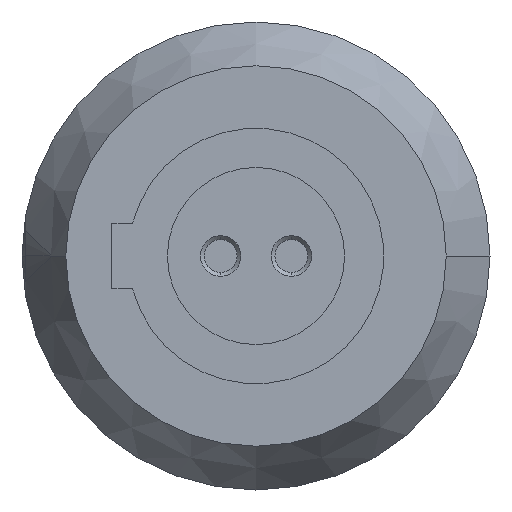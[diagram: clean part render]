
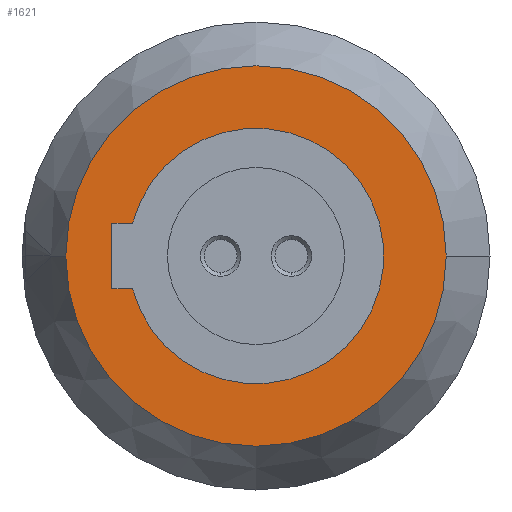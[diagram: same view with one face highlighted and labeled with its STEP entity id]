
A CAD part, left-side view. The second image highlights one B-rep face of the part: STEP entity #1621.
In plain terms, the highlighted planar face has unit normal (-1, 0, 0).
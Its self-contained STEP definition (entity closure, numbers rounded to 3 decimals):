
#352=CARTESIAN_POINT('',(-15.4,0.,0.));
#353=DIRECTION('',(-1.,0.,0.));
#354=DIRECTION('',(0.,1.,0.));
#355=AXIS2_PLACEMENT_3D('',#352,#353,#354);
#357=CARTESIAN_POINT('',(-15.4,0.,0.));
#358=DIRECTION('',(1.,0.,0.));
#359=DIRECTION('',(0.,1.,0.));
#360=AXIS2_PLACEMENT_3D('',#357,#358,#359);
#362=DIRECTION('',(0.,-1.,0.));
#363=VECTOR('',#362,0.82);
#364=CARTESIAN_POINT('',(-15.4,5.7,1.3));
#365=LINE('',#364,#363);
#366=DIRECTION('',(0.,0.,1.));
#367=VECTOR('',#366,2.6);
#368=CARTESIAN_POINT('',(-15.4,5.7,-1.3));
#369=LINE('',#368,#367);
#370=DIRECTION('',(0.,1.,0.));
#371=VECTOR('',#370,0.82);
#372=CARTESIAN_POINT('',(-15.4,4.88,-1.3));
#373=LINE('',#372,#371);
#374=CARTESIAN_POINT('',(-15.4,0.,0.));
#375=DIRECTION('',(1.,0.,0.));
#376=DIRECTION('',(0.,0.966,0.257));
#377=AXIS2_PLACEMENT_3D('',#374,#375,#376);
#884=CARTESIAN_POINT('',(-15.4,-7.518,0.));
#885=VERTEX_POINT('',#884);
#886=CARTESIAN_POINT('',(-15.4,7.518,0.));
#887=VERTEX_POINT('',#886);
#1024=CARTESIAN_POINT('',(-15.4,4.88,1.3));
#1025=CARTESIAN_POINT('',(-15.4,4.88,-1.3));
#1026=VERTEX_POINT('',#1024);
#1027=VERTEX_POINT('',#1025);
#1036=CARTESIAN_POINT('',(-15.4,5.7,-1.3));
#1037=VERTEX_POINT('',#1036);
#1038=CARTESIAN_POINT('',(-15.4,5.7,1.3));
#1039=VERTEX_POINT('',#1038);
#1602=CARTESIAN_POINT('',(-15.4,0.,0.));
#1603=DIRECTION('',(1.,0.,0.));
#1604=DIRECTION('',(0.,-1.,0.));
#1605=AXIS2_PLACEMENT_3D('',#1602,#1603,#1604);
#1606=PLANE('',#1605);
#1607=ORIENTED_EDGE('',*,*,#1495,.F.);
#1608=ORIENTED_EDGE('',*,*,#1588,.T.);
#1609=EDGE_LOOP('',(#1607,#1608));
#1610=FACE_OUTER_BOUND('',#1609,.F.);
#1612=ORIENTED_EDGE('',*,*,#1611,.F.);
#1614=ORIENTED_EDGE('',*,*,#1613,.F.);
#1616=ORIENTED_EDGE('',*,*,#1615,.F.);
#1618=ORIENTED_EDGE('',*,*,#1617,.F.);
#1619=EDGE_LOOP('',(#1612,#1614,#1616,#1618));
#1620=FACE_BOUND('',#1619,.F.);
#356=CIRCLE('',#355,7.518);
#361=CIRCLE('',#360,7.518);
#378=CIRCLE('',#377,5.05);
#1495=EDGE_CURVE('',#887,#885,#356,.T.);
#1588=EDGE_CURVE('',#887,#885,#361,.T.);
#1611=EDGE_CURVE('',#1026,#1027,#378,.T.);
#1613=EDGE_CURVE('',#1039,#1026,#365,.T.);
#1615=EDGE_CURVE('',#1037,#1039,#369,.T.);
#1617=EDGE_CURVE('',#1027,#1037,#373,.T.);
#1621=ADVANCED_FACE('',(#1610,#1620),#1606,.F.);
